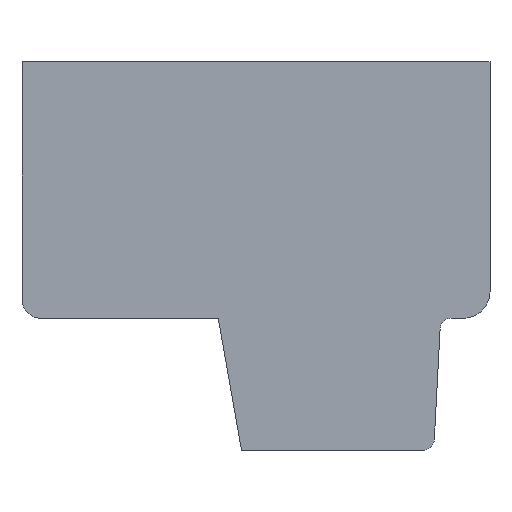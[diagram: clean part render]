
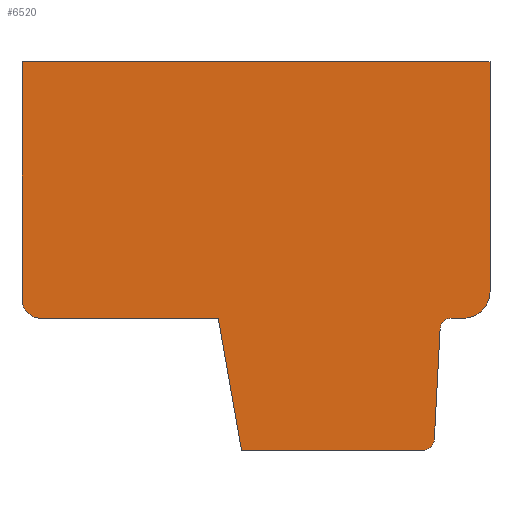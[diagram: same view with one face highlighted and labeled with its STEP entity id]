
A CAD part, front view. The second image highlights one B-rep face of the part: STEP entity #6520.
In plain terms, the highlighted planar face has unit normal (0, -1, 0).
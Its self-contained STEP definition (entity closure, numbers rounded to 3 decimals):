
#1=DIRECTION('',(0.,0.,1.));
#2=VECTOR('',#1,6.3);
#3=CARTESIAN_POINT('',(-6.2,0.,-1.15));
#4=LINE('',#3,#2);
#5=DIRECTION('',(1.,0.,0.));
#6=VECTOR('',#5,12.4);
#7=CARTESIAN_POINT('',(-6.2,0.,5.15));
#8=LINE('',#7,#6);
#9=DIRECTION('',(0.,0.,-1.));
#10=VECTOR('',#9,6.1);
#11=CARTESIAN_POINT('',(6.2,0.,5.15));
#12=LINE('',#11,#10);
#13=CARTESIAN_POINT('',(5.5,0.,-0.95));
#14=DIRECTION('',(0.,1.,0.));
#15=DIRECTION('',(1.,0.,0.));
#16=AXIS2_PLACEMENT_3D('',#13,#14,#15);
#18=DIRECTION('',(-1.,0.,0.));
#19=VECTOR('',#18,0.323);
#20=CARTESIAN_POINT('',(5.5,0.,-1.65));
#21=LINE('',#20,#19);
#22=CARTESIAN_POINT('',(5.177,0.,-1.95));
#23=DIRECTION('',(0.,-1.,0.));
#24=DIRECTION('',(0.,0.,1.));
#25=AXIS2_PLACEMENT_3D('',#22,#23,#24);
#27=DIRECTION('',(-0.052,0.,-0.999));
#28=VECTOR('',#27,2.904);
#29=CARTESIAN_POINT('',(4.877,0.,-1.95));
#30=LINE('',#29,#28);
#31=CARTESIAN_POINT('',(4.425,0.,-4.85));
#32=DIRECTION('',(0.,1.,0.));
#33=DIRECTION('',(1.,0.,0.));
#34=AXIS2_PLACEMENT_3D('',#31,#32,#33);
#36=DIRECTION('',(-1.,0.,0.));
#37=VECTOR('',#36,4.808);
#38=CARTESIAN_POINT('',(4.425,0.,-5.15));
#39=LINE('',#38,#37);
#40=DIRECTION('',(-0.174,0.,0.985));
#41=VECTOR('',#40,3.554);
#42=CARTESIAN_POINT('',(-0.383,0.,-5.15));
#43=LINE('',#42,#41);
#44=DIRECTION('',(-1.,0.,0.));
#45=VECTOR('',#44,4.7);
#46=CARTESIAN_POINT('',(-1.,0.,-1.65));
#47=LINE('',#46,#45);
#48=CARTESIAN_POINT('',(-5.7,0.,-1.15));
#49=DIRECTION('',(0.,1.,0.));
#50=DIRECTION('',(0.,0.,-1.));
#51=AXIS2_PLACEMENT_3D('',#48,#49,#50);
#4937=CARTESIAN_POINT('',(-6.2,0.,-1.15));
#4938=CARTESIAN_POINT('',(-6.2,0.,5.15));
#4939=VERTEX_POINT('',#4937);
#4940=VERTEX_POINT('',#4938);
#4941=CARTESIAN_POINT('',(6.2,0.,5.15));
#4942=VERTEX_POINT('',#4941);
#4943=CARTESIAN_POINT('',(6.2,0.,-0.95));
#4944=VERTEX_POINT('',#4943);
#4945=CARTESIAN_POINT('',(5.5,0.,-1.65));
#4946=VERTEX_POINT('',#4945);
#4947=CARTESIAN_POINT('',(5.177,0.,-1.65));
#4948=VERTEX_POINT('',#4947);
#4949=CARTESIAN_POINT('',(4.877,0.,-1.95));
#4950=VERTEX_POINT('',#4949);
#4951=CARTESIAN_POINT('',(4.725,0.,-4.85));
#4952=VERTEX_POINT('',#4951);
#4953=CARTESIAN_POINT('',(4.425,0.,-5.15));
#4954=VERTEX_POINT('',#4953);
#4955=CARTESIAN_POINT('',(-0.383,0.,-5.15));
#4956=VERTEX_POINT('',#4955);
#4957=CARTESIAN_POINT('',(-1.,0.,-1.65));
#4958=VERTEX_POINT('',#4957);
#4959=CARTESIAN_POINT('',(-5.7,0.,-1.65));
#4960=VERTEX_POINT('',#4959);
#6489=CARTESIAN_POINT('',(0.,0.,0.));
#6490=DIRECTION('',(0.,1.,0.));
#6491=DIRECTION('',(1.,0.,0.));
#6492=AXIS2_PLACEMENT_3D('',#6489,#6490,#6491);
#6493=PLANE('',#6492);
#6495=ORIENTED_EDGE('',*,*,#6494,.T.);
#6497=ORIENTED_EDGE('',*,*,#6496,.T.);
#6499=ORIENTED_EDGE('',*,*,#6498,.T.);
#6501=ORIENTED_EDGE('',*,*,#6500,.T.);
#6503=ORIENTED_EDGE('',*,*,#6502,.T.);
#6505=ORIENTED_EDGE('',*,*,#6504,.T.);
#6507=ORIENTED_EDGE('',*,*,#6506,.T.);
#6509=ORIENTED_EDGE('',*,*,#6508,.T.);
#6511=ORIENTED_EDGE('',*,*,#6510,.T.);
#6513=ORIENTED_EDGE('',*,*,#6512,.T.);
#6515=ORIENTED_EDGE('',*,*,#6514,.T.);
#6517=ORIENTED_EDGE('',*,*,#6516,.T.);
#6518=EDGE_LOOP('',(#6495,#6497,#6499,#6501,#6503,#6505,#6507,#6509,#6511,#6513,
#6515,#6517));
#6519=FACE_OUTER_BOUND('',#6518,.F.);
#6520=ADVANCED_FACE('',(#6519),#6493,.F.);
#17=CIRCLE('',#16,0.7);
#26=CIRCLE('',#25,0.3);
#35=CIRCLE('',#34,0.3);
#52=CIRCLE('',#51,0.5);
#6494=EDGE_CURVE('',#4939,#4940,#4,.T.);
#6496=EDGE_CURVE('',#4940,#4942,#8,.T.);
#6498=EDGE_CURVE('',#4942,#4944,#12,.T.);
#6500=EDGE_CURVE('',#4944,#4946,#17,.T.);
#6502=EDGE_CURVE('',#4946,#4948,#21,.T.);
#6504=EDGE_CURVE('',#4948,#4950,#26,.T.);
#6506=EDGE_CURVE('',#4950,#4952,#30,.T.);
#6508=EDGE_CURVE('',#4952,#4954,#35,.T.);
#6510=EDGE_CURVE('',#4954,#4956,#39,.T.);
#6512=EDGE_CURVE('',#4956,#4958,#43,.T.);
#6514=EDGE_CURVE('',#4958,#4960,#47,.T.);
#6516=EDGE_CURVE('',#4960,#4939,#52,.T.);
